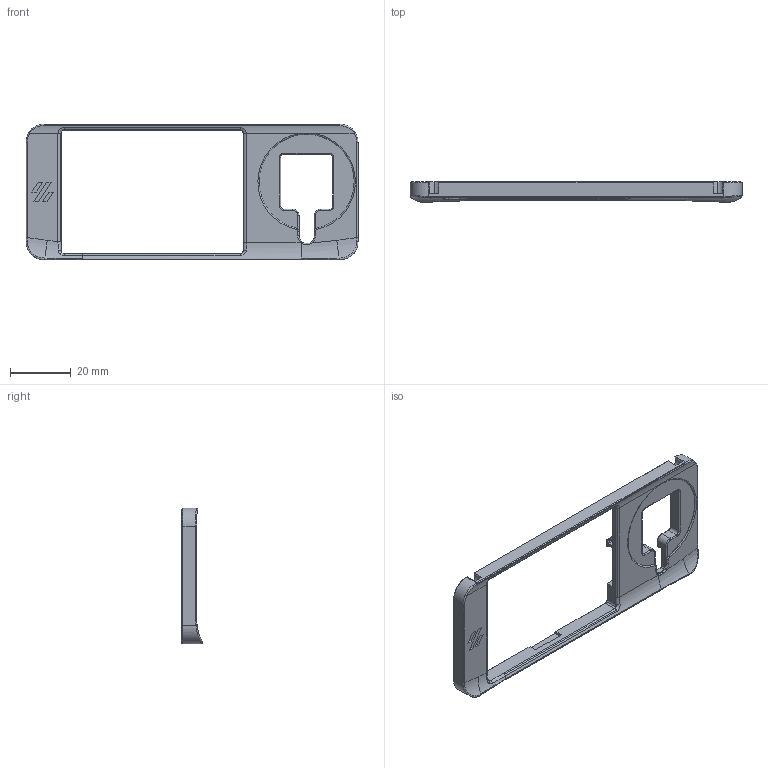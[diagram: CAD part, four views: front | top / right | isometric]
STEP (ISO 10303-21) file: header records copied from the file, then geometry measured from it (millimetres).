
FILE_DESCRIPTION (( 'STEP AP214' ), '1' );
FILE_NAME ('[a]_mini12864_BTT_V1.0_case_front_insert.STEP', '2022-01-15T18:46:40', ( '' ), ( '' ), 'SwSTEP 2.0', 'SolidWorks 2020', '' );
FILE_SCHEMA (( 'AUTOMOTIVE_DESIGN' ));
Length unit declared in the file: millimetre
Products named in the file (1): [a]_mini12864_BTT_V1.0_case_front_insert
Bounding box: 109 x 6.81 x 44.6 mm (x, y, z)
Volume: 8813.5 mm3; surface area: 7281.6 mm2
Topology: 2 solids, 2 shells, 234 faces, 590 edges, 358 vertices
Faces by surface type: plane 99, cylinder 76, torus 20, cone 20, bspline 19
Entity records: 7505 total; most frequent: CARTESIAN_POINT 2006, ORIENTED_EDGE 1176, DIRECTION 1092, EDGE_CURVE 588, AXIS2_PLACEMENT_3D 380, VERTEX_POINT 358, LINE 332, VECTOR 332
